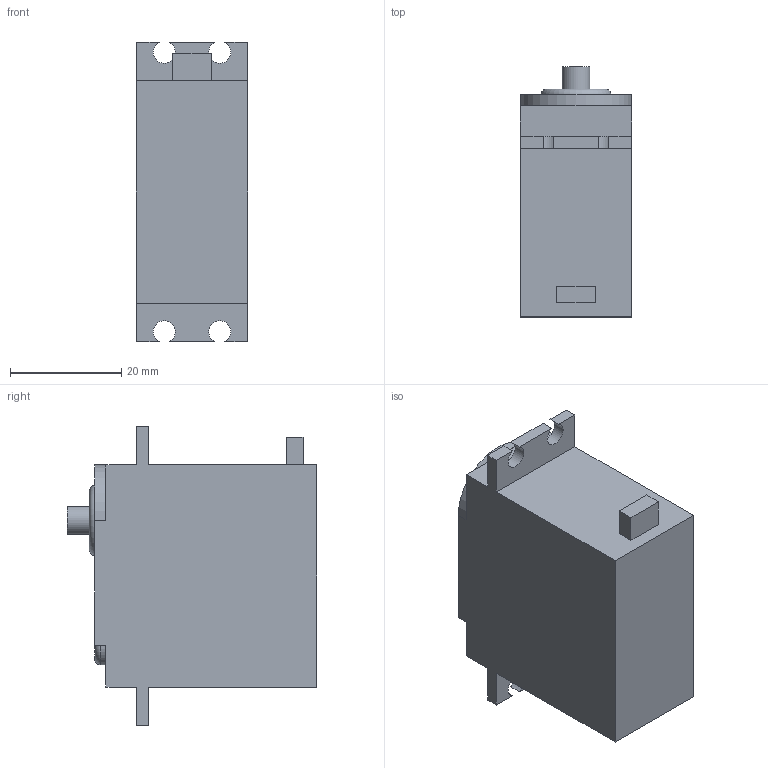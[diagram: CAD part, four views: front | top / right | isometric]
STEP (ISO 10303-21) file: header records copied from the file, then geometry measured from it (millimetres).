
FILE_DESCRIPTION(/* description */ ('','CAx-IF Rec.Pracs.---Representation and Presentation of Product Manufacturing Information (PMI)---4.0---2014-10-13'),/* implementation_level */ '2;1');
FILE_NAME(/* name */ 'mg995r.step',/* time_stamp */ '2025-01-22T13:47:41Z',/* author */ (''),/* organization */ (''),/* preprocessor_version */ 'ST-DEVELOPER v20',/* originating_system */ 'Autodesk Translation Framework v13.20.0.188',/* authorisation */ '');
FILE_SCHEMA (('AP242_MANAGED_MODEL_BASED_3D_ENGINEERING_MIM_LF { 1 0 10303 442 1 1 4 }'));
Length unit declared in the file: centimetre
Products named in the file (1): mg995r
Bounding box: 20 x 45 x 54 mm (x, y, z)
Volume: 32433 mm3; surface area: 7182.8 mm2
Topology: 1 solids, 1 shells, 41 faces, 104 edges, 69 vertices
Faces by surface type: plane 31, cylinder 8, torus 2
Full cylindrical faces by diameter (mm): 2.5 x1, 5 x1
Entity records: 1284 total; most frequent: CARTESIAN_POINT 215, DIRECTION 211, ORIENTED_EDGE 208, EDGE_CURVE 104, LINE 81, VECTOR 81, VERTEX_POINT 69, AXIS2_PLACEMENT_3D 65
